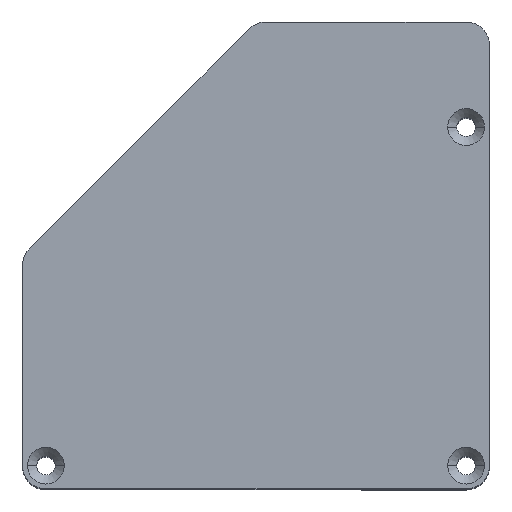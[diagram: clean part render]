
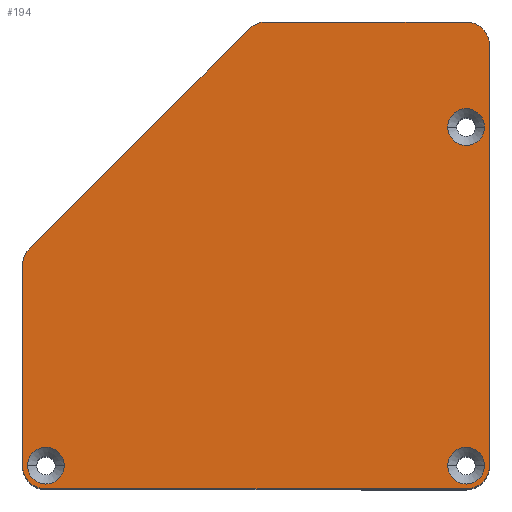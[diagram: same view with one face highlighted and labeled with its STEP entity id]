
A CAD part, top view. The second image highlights one B-rep face of the part: STEP entity #194.
In plain terms, the highlighted planar face has unit normal (0, 0, 1).
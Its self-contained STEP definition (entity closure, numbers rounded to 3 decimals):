
#28 = DIRECTION ( 'NONE',  ( 1., 0., 0. ) ) ;
#37 = CARTESIAN_POINT ( 'NONE',  ( -3.226, -59.792, 2. ) ) ;
#49 = CARTESIAN_POINT ( 'NONE',  ( -3.226, -41.792, 2. ) ) ;
#50 = DIRECTION ( 'NONE',  ( 1., 0., 0. ) ) ;
#57 = EDGE_CURVE ( 'NONE', #979, #830, #1213, .T. ) ;
#61 = EDGE_LOOP ( 'NONE', ( #206, #1073, #1553, #293, #1013, #502, #968, #1177, #291, #593 ) ) ;
#64 = DIRECTION ( 'NONE',  ( 1., 0., 0. ) ) ;
#66 = LINE ( 'NONE', #995, #1265 ) ;
#73 = FACE_BOUND ( 'NONE', #1452, .T. ) ;
#92 = EDGE_CURVE ( 'NONE', #1119, #1353, #932, .T. ) ;
#98 = CARTESIAN_POINT ( 'NONE',  ( -79.226, 0., 2. ) ) ;
#130 = DIRECTION ( 'NONE',  ( 1., 0., 0. ) ) ;
#139 = DIRECTION ( 'NONE',  ( 1., 0., 0. ) ) ;
#144 = DIRECTION ( 'NONE',  ( 0., 0., 1. ) ) ;
#152 = CIRCLE ( 'NONE', #759, 4. ) ;
#169 = CARTESIAN_POINT ( 'NONE',  ( -75.226, -117.792, 2. ) ) ;
#190 = CARTESIAN_POINT ( 'NONE',  ( -37.566, -41.792, 2. ) ) ;
#194 = ADVANCED_FACE ( 'NONE', ( #1521, #1127, #73, #1564 ), #1412, .T. ) ;
#206 = ORIENTED_EDGE ( 'NONE', *, *, #569, .F. ) ;
#215 = ORIENTED_EDGE ( 'NONE', *, *, #680, .F. ) ;
#225 = VERTEX_POINT ( 'NONE', #190 ) ;
#228 = CARTESIAN_POINT ( 'NONE',  ( -0.076, -117.792, 2. ) ) ;
#229 = AXIS2_PLACEMENT_3D ( 'NONE', #1500, #249, #130 ) ;
#239 = AXIS2_PLACEMENT_3D ( 'NONE', #292, #296, #554 ) ;
#245 = ORIENTED_EDGE ( 'NONE', *, *, #1134, .F. ) ;
#249 = DIRECTION ( 'NONE',  ( 0., 0., 1. ) ) ;
#272 = DIRECTION ( 'NONE',  ( 1., 0., 0. ) ) ;
#281 = CARTESIAN_POINT ( 'NONE',  ( -75.226, -83.452, 2. ) ) ;
#284 = VERTEX_POINT ( 'NONE', #637 ) ;
#291 = ORIENTED_EDGE ( 'NONE', *, *, #736, .F. ) ;
#292 = CARTESIAN_POINT ( 'NONE',  ( -3.226, -59.792, 2. ) ) ;
#293 = ORIENTED_EDGE ( 'NONE', *, *, #652, .T. ) ;
#296 = DIRECTION ( 'NONE',  ( 0., 0., 1. ) ) ;
#306 = CIRCLE ( 'NONE', #1295, 4. ) ;
#352 = DIRECTION ( 'NONE',  ( 1., 0., 0. ) ) ;
#359 = EDGE_CURVE ( 'NONE', #1135, #834, #829, .T. ) ;
#364 = ORIENTED_EDGE ( 'NONE', *, *, #92, .F. ) ;
#409 = EDGE_CURVE ( 'NONE', #887, #979, #66, .T. ) ;
#436 = CARTESIAN_POINT ( 'NONE',  ( -6.376, -117.792, 2. ) ) ;
#437 = CARTESIAN_POINT ( 'NONE',  ( 0.774, -117.792, 2. ) ) ;
#439 = DIRECTION ( 'NONE',  ( 0., 0., 1. ) ) ;
#465 = AXIS2_PLACEMENT_3D ( 'NONE', #574, #439, #50 ) ;
#471 = ORIENTED_EDGE ( 'NONE', *, *, #1496, .F. ) ;
#476 = DIRECTION ( 'NONE',  ( 0., 0., 1. ) ) ;
#477 = EDGE_CURVE ( 'NONE', #1069, #906, #617, .T. ) ;
#483 = CARTESIAN_POINT ( 'NONE',  ( -78.376, -117.792, 2. ) ) ;
#484 = VECTOR ( 'NONE', #555, 1000. ) ;
#502 = ORIENTED_EDGE ( 'NONE', *, *, #57, .T. ) ;
#536 = CARTESIAN_POINT ( 'NONE',  ( 0., -41.792, 2. ) ) ;
#540 = DIRECTION ( 'NONE',  ( 1., 0., 0. ) ) ;
#550 = CARTESIAN_POINT ( 'NONE',  ( 1.284, -1.284, 2. ) ) ;
#554 = DIRECTION ( 'NONE',  ( 1., 0., 0. ) ) ;
#555 = DIRECTION ( 'NONE',  ( 0.707, 0.707, 0. ) ) ;
#569 = EDGE_CURVE ( 'NONE', #284, #975, #785, .T. ) ;
#572 = CIRCLE ( 'NONE', #1307, 4. ) ;
#574 = CARTESIAN_POINT ( 'NONE',  ( -75.226, -117.792, 2. ) ) ;
#593 = ORIENTED_EDGE ( 'NONE', *, *, #1110, .T. ) ;
#608 = VECTOR ( 'NONE', #1570, 1000. ) ;
#616 = EDGE_LOOP ( 'NONE', ( #364, #215 ) ) ;
#617 = CIRCLE ( 'NONE', #1081, 3.15 ) ;
#622 = DIRECTION ( 'NONE',  ( 1., 0., 0. ) ) ;
#629 = CARTESIAN_POINT ( 'NONE',  ( -3.226, -45.792, 2. ) ) ;
#637 = CARTESIAN_POINT ( 'NONE',  ( -78.055, -80.623, 2. ) ) ;
#652 = EDGE_CURVE ( 'NONE', #835, #887, #152, .T. ) ;
#664 = ORIENTED_EDGE ( 'NONE', *, *, #477, .F. ) ;
#666 = CIRCLE ( 'NONE', #1064, 3.15 ) ;
#674 = VERTEX_POINT ( 'NONE', #436 ) ;
#680 = EDGE_CURVE ( 'NONE', #1353, #1119, #666, .T. ) ;
#681 = EDGE_CURVE ( 'NONE', #906, #1069, #1023, .T. ) ;
#682 = CARTESIAN_POINT ( 'NONE',  ( -75.226, -117.792, 2. ) ) ;
#683 = CARTESIAN_POINT ( 'NONE',  ( -40.395, -42.963, 2. ) ) ;
#698 = VECTOR ( 'NONE', #737, 1000. ) ;
#703 = DIRECTION ( 'NONE',  ( 1., 0., 0. ) ) ;
#705 = VECTOR ( 'NONE', #540, 1000. ) ;
#708 = DIRECTION ( 'NONE',  ( 0., 0., 1. ) ) ;
#714 = AXIS2_PLACEMENT_3D ( 'NONE', #1309, #708, #703 ) ;
#735 = LINE ( 'NONE', #98, #698 ) ;
#736 = EDGE_CURVE ( 'NONE', #225, #834, #1193, .T. ) ;
#737 = DIRECTION ( 'NONE',  ( 0., 1., 0. ) ) ;
#740 = DIRECTION ( 'NONE',  ( 1., 0., 0. ) ) ;
#745 = EDGE_LOOP ( 'NONE', ( #245, #471 ) ) ;
#759 = AXIS2_PLACEMENT_3D ( 'NONE', #682, #890, #139 ) ;
#785 = LINE ( 'NONE', #550, #484 ) ;
#786 = DIRECTION ( 'NONE',  ( 0., 0., 1. ) ) ;
#829 = CIRCLE ( 'NONE', #1529, 4. ) ;
#830 = VERTEX_POINT ( 'NONE', #437 ) ;
#834 = VERTEX_POINT ( 'NONE', #49 ) ;
#835 = VERTEX_POINT ( 'NONE', #924 ) ;
#880 = CARTESIAN_POINT ( 'NONE',  ( 0.774, -45.792, 2. ) ) ;
#887 = VERTEX_POINT ( 'NONE', #1039 ) ;
#890 = DIRECTION ( 'NONE',  ( 0., 0., 1. ) ) ;
#896 = CARTESIAN_POINT ( 'NONE',  ( -37.566, -45.792, 2. ) ) ;
#900 = EDGE_CURVE ( 'NONE', #284, #1258, #572, .T. ) ;
#906 = VERTEX_POINT ( 'NONE', #1533 ) ;
#916 = DIRECTION ( 'NONE',  ( 1., 0., 0. ) ) ;
#924 = CARTESIAN_POINT ( 'NONE',  ( -79.226, -117.792, 2. ) ) ;
#932 = CIRCLE ( 'NONE', #465, 3.15 ) ;
#968 = ORIENTED_EDGE ( 'NONE', *, *, #1296, .T. ) ;
#975 = VERTEX_POINT ( 'NONE', #683 ) ;
#979 = VERTEX_POINT ( 'NONE', #1543 ) ;
#995 = CARTESIAN_POINT ( 'NONE',  ( 0., -121.792, 2. ) ) ;
#1011 = ORIENTED_EDGE ( 'NONE', *, *, #681, .F. ) ;
#1013 = ORIENTED_EDGE ( 'NONE', *, *, #409, .T. ) ;
#1023 = CIRCLE ( 'NONE', #239, 3.15 ) ;
#1039 = CARTESIAN_POINT ( 'NONE',  ( -75.226, -121.792, 2. ) ) ;
#1053 = DIRECTION ( 'NONE',  ( 0., 0., 1. ) ) ;
#1064 = AXIS2_PLACEMENT_3D ( 'NONE', #169, #1506, #1147 ) ;
#1069 = VERTEX_POINT ( 'NONE', #1359 ) ;
#1073 = ORIENTED_EDGE ( 'NONE', *, *, #900, .T. ) ;
#1081 = AXIS2_PLACEMENT_3D ( 'NONE', #37, #1390, #916 ) ;
#1110 = EDGE_CURVE ( 'NONE', #225, #975, #306, .T. ) ;
#1119 = VERTEX_POINT ( 'NONE', #1480 ) ;
#1127 = FACE_BOUND ( 'NONE', #745, .T. ) ;
#1134 = EDGE_CURVE ( 'NONE', #1314, #674, #1311, .T. ) ;
#1135 = VERTEX_POINT ( 'NONE', #880 ) ;
#1147 = DIRECTION ( 'NONE',  ( 1., 0., 0. ) ) ;
#1172 = CARTESIAN_POINT ( 'NONE',  ( 0., 0., 2. ) ) ;
#1177 = ORIENTED_EDGE ( 'NONE', *, *, #359, .T. ) ;
#1193 = LINE ( 'NONE', #536, #705 ) ;
#1194 = AXIS2_PLACEMENT_3D ( 'NONE', #1211, #476, #352 ) ;
#1211 = CARTESIAN_POINT ( 'NONE',  ( -3.226, -117.792, 2. ) ) ;
#1212 = CARTESIAN_POINT ( 'NONE',  ( 0.774, 0., 2. ) ) ;
#1213 = CIRCLE ( 'NONE', #714, 4. ) ;
#1258 = VERTEX_POINT ( 'NONE', #1301 ) ;
#1260 = AXIS2_PLACEMENT_3D ( 'NONE', #1172, #1053, #64 ) ;
#1265 = VECTOR ( 'NONE', #622, 1000. ) ;
#1295 = AXIS2_PLACEMENT_3D ( 'NONE', #896, #144, #272 ) ;
#1296 = EDGE_CURVE ( 'NONE', #830, #1135, #1465, .T. ) ;
#1301 = CARTESIAN_POINT ( 'NONE',  ( -79.226, -83.452, 2. ) ) ;
#1307 = AXIS2_PLACEMENT_3D ( 'NONE', #281, #786, #28 ) ;
#1309 = CARTESIAN_POINT ( 'NONE',  ( -3.226, -117.792, 2. ) ) ;
#1311 = CIRCLE ( 'NONE', #229, 3.15 ) ;
#1314 = VERTEX_POINT ( 'NONE', #228 ) ;
#1353 = VERTEX_POINT ( 'NONE', #483 ) ;
#1359 = CARTESIAN_POINT ( 'NONE',  ( -6.376, -59.792, 2. ) ) ;
#1390 = DIRECTION ( 'NONE',  ( 0., 0., 1. ) ) ;
#1412 = PLANE ( 'NONE',  #1260 ) ;
#1452 = EDGE_LOOP ( 'NONE', ( #1011, #664 ) ) ;
#1465 = LINE ( 'NONE', #1212, #608 ) ;
#1477 = DIRECTION ( 'NONE',  ( 0., 0., 1. ) ) ;
#1480 = CARTESIAN_POINT ( 'NONE',  ( -72.076, -117.792, 2. ) ) ;
#1496 = EDGE_CURVE ( 'NONE', #674, #1314, #1597, .T. ) ;
#1500 = CARTESIAN_POINT ( 'NONE',  ( -3.226, -117.792, 2. ) ) ;
#1506 = DIRECTION ( 'NONE',  ( 0., 0., 1. ) ) ;
#1521 = FACE_BOUND ( 'NONE', #616, .T. ) ;
#1529 = AXIS2_PLACEMENT_3D ( 'NONE', #629, #1477, #740 ) ;
#1533 = CARTESIAN_POINT ( 'NONE',  ( -0.076, -59.792, 2. ) ) ;
#1543 = CARTESIAN_POINT ( 'NONE',  ( -3.226, -121.792, 2. ) ) ;
#1553 = ORIENTED_EDGE ( 'NONE', *, *, #1588, .F. ) ;
#1564 = FACE_OUTER_BOUND ( 'NONE', #61, .T. ) ;
#1570 = DIRECTION ( 'NONE',  ( 0., 1., 0. ) ) ;
#1588 = EDGE_CURVE ( 'NONE', #835, #1258, #735, .T. ) ;
#1597 = CIRCLE ( 'NONE', #1194, 3.15 ) ;
